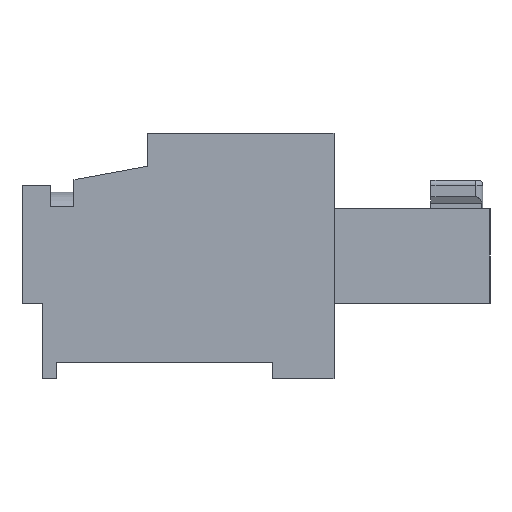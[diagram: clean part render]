
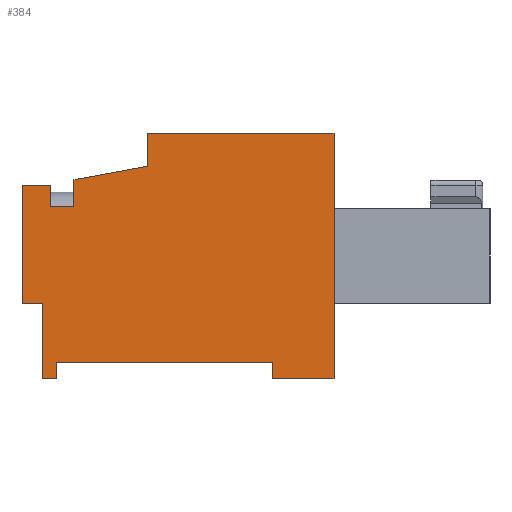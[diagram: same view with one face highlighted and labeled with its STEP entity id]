
A CAD part, front view. The second image highlights one B-rep face of the part: STEP entity #384.
In plain terms, the highlighted planar face has unit normal (0, -1, 0).
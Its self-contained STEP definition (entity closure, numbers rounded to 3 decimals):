
#384 = ADVANCED_FACE( '', ( #973 ), #974, .F. );
#973 = FACE_OUTER_BOUND( '', #1821, .T. );
#974 = PLANE( '', #1822 );
#1821 = EDGE_LOOP( '', ( #3096, #3097, #3098, #3099, #3100, #3101, #3102, #3103, #3104, #3105, #3106, #3107, #3108, #3109, #3110, #3111 ) );
#1822 = AXIS2_PLACEMENT_3D( '', #3112, #3113, #3114 );
#3096 = ORIENTED_EDGE( '', *, *, #5121, .F. );
#3097 = ORIENTED_EDGE( '', *, *, #5122, .T. );
#3098 = ORIENTED_EDGE( '', *, *, #5123, .T. );
#3099 = ORIENTED_EDGE( '', *, *, #5124, .T. );
#3100 = ORIENTED_EDGE( '', *, *, #5125, .F. );
#3101 = ORIENTED_EDGE( '', *, *, #5126, .T. );
#3102 = ORIENTED_EDGE( '', *, *, #5127, .T. );
#3103 = ORIENTED_EDGE( '', *, *, #5128, .F. );
#3104 = ORIENTED_EDGE( '', *, *, #5129, .T. );
#3105 = ORIENTED_EDGE( '', *, *, #5130, .T. );
#3106 = ORIENTED_EDGE( '', *, *, #5131, .F. );
#3107 = ORIENTED_EDGE( '', *, *, #5132, .T. );
#3108 = ORIENTED_EDGE( '', *, *, #5133, .T. );
#3109 = ORIENTED_EDGE( '', *, *, #5134, .F. );
#3110 = ORIENTED_EDGE( '', *, *, #5074, .T. );
#3111 = ORIENTED_EDGE( '', *, *, #5135, .T. );
#3112 = CARTESIAN_POINT( '', ( -6.3, -11.055, 0. ) );
#3113 = DIRECTION( '', ( 0., 1., 0. ) );
#3114 = DIRECTION( '', ( 0., 0., -1. ) );
#5074 = EDGE_CURVE( '', #6065, #6070, #6072, .T. );
#5121 = EDGE_CURVE( '', #6148, #6149, #6150, .T. );
#5122 = EDGE_CURVE( '', #6148, #6151, #6152, .T. );
#5123 = EDGE_CURVE( '', #6151, #6153, #6154, .T. );
#5124 = EDGE_CURVE( '', #6153, #6155, #6156, .T. );
#5125 = EDGE_CURVE( '', #6157, #6155, #6158, .T. );
#5126 = EDGE_CURVE( '', #6157, #6159, #6160, .T. );
#5127 = EDGE_CURVE( '', #6159, #6161, #6162, .T. );
#5128 = EDGE_CURVE( '', #6163, #6161, #6164, .T. );
#5129 = EDGE_CURVE( '', #6163, #6165, #6166, .T. );
#5130 = EDGE_CURVE( '', #6165, #6167, #6168, .T. );
#5131 = EDGE_CURVE( '', #6169, #6167, #6170, .T. );
#5132 = EDGE_CURVE( '', #6169, #6171, #6172, .T. );
#5133 = EDGE_CURVE( '', #6171, #6173, #6174, .T. );
#5134 = EDGE_CURVE( '', #6065, #6173, #6175, .T. );
#5135 = EDGE_CURVE( '', #6070, #6149, #6176, .T. );
#6065 = VERTEX_POINT( '', #7429 );
#6070 = VERTEX_POINT( '', #7436 );
#6072 = LINE( '', #7439, #7440 );
#6148 = VERTEX_POINT( '', #7540 );
#6149 = VERTEX_POINT( '', #7541 );
#6150 = LINE( '', #7542, #7543 );
#6151 = VERTEX_POINT( '', #7544 );
#6152 = LINE( '', #7545, #7546 );
#6153 = VERTEX_POINT( '', #7547 );
#6154 = LINE( '', #7548, #7549 );
#6155 = VERTEX_POINT( '', #7550 );
#6156 = LINE( '', #7551, #7552 );
#6157 = VERTEX_POINT( '', #7553 );
#6158 = LINE( '', #7554, #7555 );
#6159 = VERTEX_POINT( '', #7556 );
#6160 = LINE( '', #7557, #7558 );
#6161 = VERTEX_POINT( '', #7559 );
#6162 = LINE( '', #7560, #7561 );
#6163 = VERTEX_POINT( '', #7562 );
#6164 = LINE( '', #7563, #7564 );
#6165 = VERTEX_POINT( '', #7565 );
#6166 = LINE( '', #7566, #7567 );
#6167 = VERTEX_POINT( '', #7568 );
#6168 = LINE( '', #7569, #7570 );
#6169 = VERTEX_POINT( '', #7571 );
#6170 = LINE( '', #7572, #7573 );
#6171 = VERTEX_POINT( '', #7574 );
#6172 = LINE( '', #7575, #7576 );
#6173 = VERTEX_POINT( '', #7577 );
#6174 = LINE( '', #7578, #7579 );
#6175 = LINE( '', #7580, #7581 );
#6176 = LINE( '', #7582, #7583 );
#7429 = CARTESIAN_POINT( '', ( -12.35, -11.055, -7.2 ) );
#7436 = CARTESIAN_POINT( '', ( -12.35, -11.055, -10.4 ) );
#7439 = CARTESIAN_POINT( '', ( -12.35, -11.055, -10.4 ) );
#7440 = VECTOR( '', #8903, 1000. );
#7540 = CARTESIAN_POINT( '', ( -11.75, -11.055, -9.7 ) );
#7541 = CARTESIAN_POINT( '', ( -11.75, -11.055, -10.4 ) );
#7542 = CARTESIAN_POINT( '', ( -11.75, -11.055, -10.4 ) );
#7543 = VECTOR( '', #8958, 1000. );
#7544 = CARTESIAN_POINT( '', ( -2.6, -11.055, -9.7 ) );
#7545 = CARTESIAN_POINT( '', ( -6.3, -11.055, -9.7 ) );
#7546 = VECTOR( '', #8959, 1000. );
#7547 = CARTESIAN_POINT( '', ( -2.6, -11.055, -10.4 ) );
#7548 = CARTESIAN_POINT( '', ( -2.6, -11.055, -9. ) );
#7549 = VECTOR( '', #8960, 1000. );
#7550 = CARTESIAN_POINT( '', ( 0., -11.055, -10.4 ) );
#7551 = CARTESIAN_POINT( '', ( 0., -11.055, -10.4 ) );
#7552 = VECTOR( '', #8961, 1000. );
#7553 = CARTESIAN_POINT( '', ( 0., -11.055, 0. ) );
#7554 = CARTESIAN_POINT( '', ( 0., -11.055, -9. ) );
#7555 = VECTOR( '', #8962, 1000. );
#7556 = CARTESIAN_POINT( '', ( -7.9, -11.055, 0. ) );
#7557 = CARTESIAN_POINT( '', ( -13.3, -11.055, 0. ) );
#7558 = VECTOR( '', #8963, 1000. );
#7559 = CARTESIAN_POINT( '', ( -7.9, -11.055, -1.402 ) );
#7560 = CARTESIAN_POINT( '', ( -7.9, -11.055, 0. ) );
#7561 = VECTOR( '', #8964, 1000. );
#7562 = CARTESIAN_POINT( '', ( -11., -11.055, -1.971 ) );
#7563 = CARTESIAN_POINT( '', ( -11.7, -11.055, -2.1 ) );
#7564 = VECTOR( '', #8965, 1000. );
#7565 = CARTESIAN_POINT( '', ( -11., -11.055, -3.1 ) );
#7566 = CARTESIAN_POINT( '', ( -11., -11.055, 0. ) );
#7567 = VECTOR( '', #8966, 1000. );
#7568 = CARTESIAN_POINT( '', ( -12., -11.055, -3.1 ) );
#7569 = CARTESIAN_POINT( '', ( -12.4, -11.055, -3.1 ) );
#7570 = VECTOR( '', #8967, 1000. );
#7571 = CARTESIAN_POINT( '', ( -12., -11.055, -2.2 ) );
#7572 = CARTESIAN_POINT( '', ( -12., -11.055, -1.2 ) );
#7573 = VECTOR( '', #8968, 1000. );
#7574 = CARTESIAN_POINT( '', ( -13.2, -11.055, -2.2 ) );
#7575 = CARTESIAN_POINT( '', ( -14.1, -11.055, -2.2 ) );
#7576 = VECTOR( '', #8969, 1000. );
#7577 = CARTESIAN_POINT( '', ( -13.2, -11.055, -7.2 ) );
#7578 = CARTESIAN_POINT( '', ( -13.2, -11.055, -10.4 ) );
#7579 = VECTOR( '', #8970, 1000. );
#7580 = CARTESIAN_POINT( '', ( -13.2, -11.055, -7.2 ) );
#7581 = VECTOR( '', #8971, 1000. );
#7582 = CARTESIAN_POINT( '', ( -13.2, -11.055, -10.4 ) );
#7583 = VECTOR( '', #8972, 1000. );
#8903 = DIRECTION( '', ( 0., 0., -1. ) );
#8958 = DIRECTION( '', ( 0., 0., -1. ) );
#8959 = DIRECTION( '', ( 1., 0., 0. ) );
#8960 = DIRECTION( '', ( 0., 0., -1. ) );
#8961 = DIRECTION( '', ( 1., 0., 0. ) );
#8962 = DIRECTION( '', ( 0., 0., -1. ) );
#8963 = DIRECTION( '', ( -1., 0., 0. ) );
#8964 = DIRECTION( '', ( 0., 0., -1. ) );
#8965 = DIRECTION( '', ( 0.984, 0., 0.181 ) );
#8966 = DIRECTION( '', ( 0., 0., -1. ) );
#8967 = DIRECTION( '', ( -1., 0., 0. ) );
#8968 = DIRECTION( '', ( 0., 0., -1. ) );
#8969 = DIRECTION( '', ( -1., 0., 0. ) );
#8970 = DIRECTION( '', ( 0., 0., -1. ) );
#8971 = DIRECTION( '', ( -1., 0., 0. ) );
#8972 = DIRECTION( '', ( 1., 0., 0. ) );
